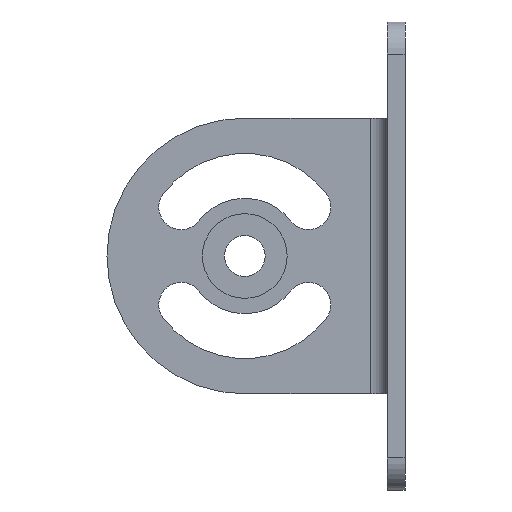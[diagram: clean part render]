
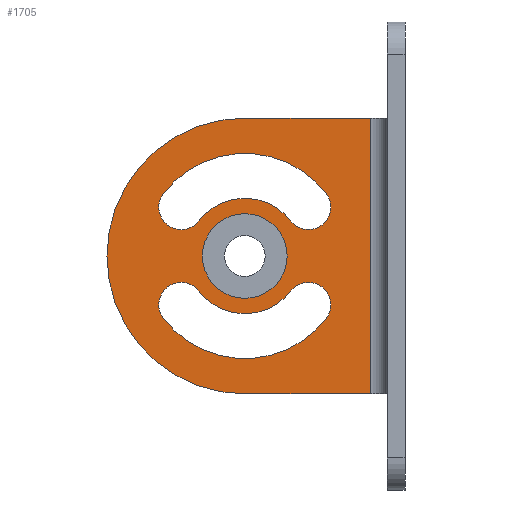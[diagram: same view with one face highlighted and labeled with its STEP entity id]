
A CAD part, left-side view. The second image highlights one B-rep face of the part: STEP entity #1705.
In plain terms, the highlighted planar face has unit normal (-1, 0, 0).
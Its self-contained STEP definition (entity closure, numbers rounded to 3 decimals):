
#557=CARTESIAN_POINT('',(47.731,22.231,0.));
#558=DIRECTION('',(-1.,0.,0.));
#559=DIRECTION('',(0.,1.,0.));
#560=AXIS2_PLACEMENT_3D('',#557,#558,#559);
#562=CARTESIAN_POINT('',(47.731,22.231,0.));
#563=DIRECTION('',(-1.,0.,0.));
#564=DIRECTION('',(0.,0.,1.));
#565=AXIS2_PLACEMENT_3D('',#562,#563,#564);
#567=DIRECTION('',(0.,-1.,0.));
#568=VECTOR('',#567,19.591);
#569=CARTESIAN_POINT('',(47.731,22.231,21.5));
#570=LINE('',#569,#568);
#571=DIRECTION('',(0.,1.,0.));
#572=VECTOR('',#571,19.591);
#573=CARTESIAN_POINT('',(47.731,2.64,-21.5));
#574=LINE('',#573,#572);
#575=CARTESIAN_POINT('',(47.731,22.231,0.));
#576=DIRECTION('',(1.,0.,0.));
#577=DIRECTION('',(0.,-1.,0.));
#578=AXIS2_PLACEMENT_3D('',#575,#576,#577);
#580=CARTESIAN_POINT('',(47.731,22.231,0.));
#581=DIRECTION('',(1.,0.,0.));
#582=DIRECTION('',(0.,1.,0.));
#583=AXIS2_PLACEMENT_3D('',#580,#581,#582);
#585=CARTESIAN_POINT('',(47.731,32.148,7.61));
#586=DIRECTION('',(1.,0.,0.));
#587=DIRECTION('',(0.,-0.793,-0.609));
#588=AXIS2_PLACEMENT_3D('',#585,#586,#587);
#590=CARTESIAN_POINT('',(47.731,22.231,0.));
#591=DIRECTION('',(1.,0.,0.));
#592=DIRECTION('',(0.,0.793,0.609));
#593=AXIS2_PLACEMENT_3D('',#590,#591,#592);
#595=CARTESIAN_POINT('',(47.731,12.314,7.61));
#596=DIRECTION('',(1.,0.,0.));
#597=DIRECTION('',(0.,-0.793,0.609));
#598=AXIS2_PLACEMENT_3D('',#595,#596,#597);
#600=CARTESIAN_POINT('',(47.731,22.231,0.));
#601=DIRECTION('',(1.,0.,0.));
#602=DIRECTION('',(0.,0.793,0.609));
#603=AXIS2_PLACEMENT_3D('',#600,#601,#602);
#605=CARTESIAN_POINT('',(47.731,12.314,-7.61));
#606=DIRECTION('',(1.,0.,0.));
#607=DIRECTION('',(0.,0.793,0.609));
#608=AXIS2_PLACEMENT_3D('',#605,#606,#607);
#610=CARTESIAN_POINT('',(47.731,22.231,0.));
#611=DIRECTION('',(1.,0.,0.));
#612=DIRECTION('',(0.,-0.793,-0.609));
#613=AXIS2_PLACEMENT_3D('',#610,#611,#612);
#615=CARTESIAN_POINT('',(47.731,32.148,-7.61));
#616=DIRECTION('',(1.,0.,0.));
#617=DIRECTION('',(0.,0.793,-0.609));
#618=AXIS2_PLACEMENT_3D('',#615,#616,#617);
#620=CARTESIAN_POINT('',(47.731,22.231,0.));
#621=DIRECTION('',(1.,0.,0.));
#622=DIRECTION('',(0.,-0.793,-0.609));
#623=AXIS2_PLACEMENT_3D('',#620,#621,#622);
#637=DIRECTION('',(0.,0.,-1.));
#638=VECTOR('',#637,43.);
#639=CARTESIAN_POINT('',(47.731,2.64,21.5));
#640=LINE('',#639,#638);
#765=CARTESIAN_POINT('',(47.731,2.64,21.5));
#766=CARTESIAN_POINT('',(47.731,2.64,-21.5));
#767=VERTEX_POINT('',#765);
#768=VERTEX_POINT('',#766);
#773=CARTESIAN_POINT('',(47.731,43.731,0.));
#774=CARTESIAN_POINT('',(47.731,22.231,-21.5));
#775=VERTEX_POINT('',#773);
#776=VERTEX_POINT('',#774);
#777=CARTESIAN_POINT('',(47.731,22.231,21.5));
#778=VERTEX_POINT('',#777);
#785=CARTESIAN_POINT('',(47.731,18.231,0.));
#786=CARTESIAN_POINT('',(47.731,26.231,0.));
#787=VERTEX_POINT('',#785);
#788=VERTEX_POINT('',#786);
#789=CARTESIAN_POINT('',(47.731,29.371,5.479));
#790=CARTESIAN_POINT('',(47.731,34.925,9.74));
#791=VERTEX_POINT('',#789);
#792=VERTEX_POINT('',#790);
#793=CARTESIAN_POINT('',(47.731,15.091,5.479));
#794=VERTEX_POINT('',#793);
#795=CARTESIAN_POINT('',(47.731,9.537,9.74));
#796=VERTEX_POINT('',#795);
#797=CARTESIAN_POINT('',(47.731,15.091,-5.479));
#798=CARTESIAN_POINT('',(47.731,9.537,-9.74));
#799=VERTEX_POINT('',#797);
#800=VERTEX_POINT('',#798);
#801=CARTESIAN_POINT('',(47.731,29.371,-5.479));
#802=VERTEX_POINT('',#801);
#803=CARTESIAN_POINT('',(47.731,34.925,-9.74));
#804=VERTEX_POINT('',#803);
#1663=CARTESIAN_POINT('',(47.731,-2.769,-21.5));
#1664=DIRECTION('',(1.,0.,0.));
#1665=DIRECTION('',(0.,0.,-1.));
#1666=AXIS2_PLACEMENT_3D('',#1663,#1664,#1665);
#1667=PLANE('',#1666);
#1668=ORIENTED_EDGE('',*,*,#1653,.F.);
#1670=ORIENTED_EDGE('',*,*,#1669,.F.);
#1672=ORIENTED_EDGE('',*,*,#1671,.T.);
#1674=ORIENTED_EDGE('',*,*,#1673,.T.);
#1676=ORIENTED_EDGE('',*,*,#1675,.T.);
#1677=EDGE_LOOP('',(#1668,#1670,#1672,#1674,#1676));
#1678=FACE_OUTER_BOUND('',#1677,.F.);
#1680=ORIENTED_EDGE('',*,*,#1679,.F.);
#1682=ORIENTED_EDGE('',*,*,#1681,.F.);
#1683=EDGE_LOOP('',(#1680,#1682));
#1684=FACE_BOUND('',#1683,.F.);
#1686=ORIENTED_EDGE('',*,*,#1685,.F.);
#1688=ORIENTED_EDGE('',*,*,#1687,.T.);
#1690=ORIENTED_EDGE('',*,*,#1689,.F.);
#1692=ORIENTED_EDGE('',*,*,#1691,.F.);
#1693=EDGE_LOOP('',(#1686,#1688,#1690,#1692));
#1694=FACE_BOUND('',#1693,.F.);
#1696=ORIENTED_EDGE('',*,*,#1695,.F.);
#1698=ORIENTED_EDGE('',*,*,#1697,.T.);
#1700=ORIENTED_EDGE('',*,*,#1699,.F.);
#1702=ORIENTED_EDGE('',*,*,#1701,.F.);
#1703=EDGE_LOOP('',(#1696,#1698,#1700,#1702));
#1704=FACE_BOUND('',#1703,.F.);
#1705=ADVANCED_FACE('',(#1678,#1684,#1694,#1704),#1667,.F.);
#561=CIRCLE('',#560,21.5);
#566=CIRCLE('',#565,21.5);
#579=CIRCLE('',#578,4.);
#584=CIRCLE('',#583,4.);
#589=CIRCLE('',#588,3.5);
#594=CIRCLE('',#593,9.);
#599=CIRCLE('',#598,3.5);
#604=CIRCLE('',#603,16.);
#609=CIRCLE('',#608,3.5);
#614=CIRCLE('',#613,9.);
#619=CIRCLE('',#618,3.5);
#624=CIRCLE('',#623,16.);
#1653=EDGE_CURVE('',#775,#776,#561,.T.);
#1669=EDGE_CURVE('',#778,#775,#566,.T.);
#1671=EDGE_CURVE('',#778,#767,#570,.T.);
#1673=EDGE_CURVE('',#767,#768,#640,.T.);
#1675=EDGE_CURVE('',#768,#776,#574,.T.);
#1679=EDGE_CURVE('',#787,#788,#579,.T.);
#1681=EDGE_CURVE('',#788,#787,#584,.T.);
#1685=EDGE_CURVE('',#791,#792,#589,.T.);
#1687=EDGE_CURVE('',#791,#794,#594,.T.);
#1689=EDGE_CURVE('',#796,#794,#599,.T.);
#1691=EDGE_CURVE('',#792,#796,#604,.T.);
#1695=EDGE_CURVE('',#799,#800,#609,.T.);
#1697=EDGE_CURVE('',#799,#802,#614,.T.);
#1699=EDGE_CURVE('',#804,#802,#619,.T.);
#1701=EDGE_CURVE('',#800,#804,#624,.T.);
